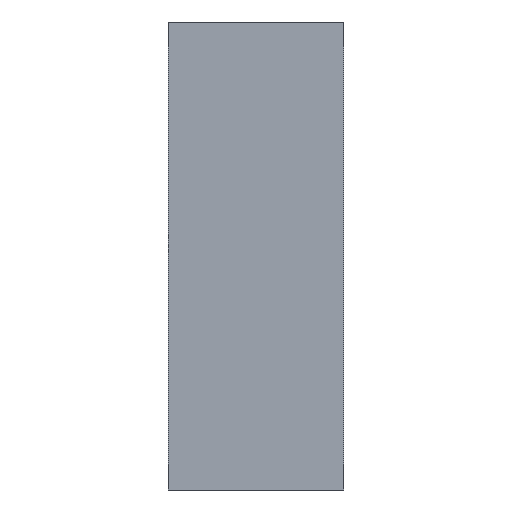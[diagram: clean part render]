
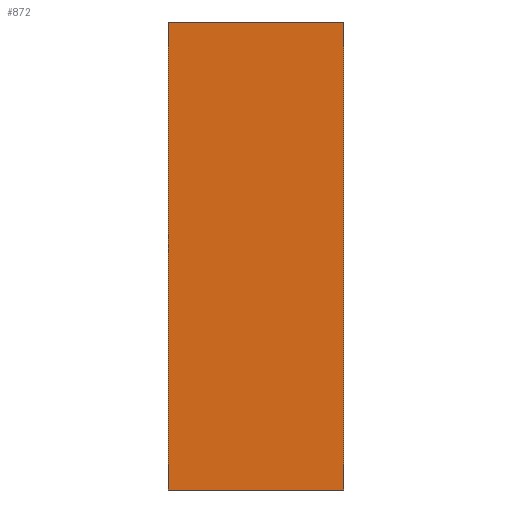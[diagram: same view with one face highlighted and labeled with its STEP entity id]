
A CAD part, left-side view. The second image highlights one B-rep face of the part: STEP entity #872.
In plain terms, the highlighted planar face has unit normal (-1, 0, 0).
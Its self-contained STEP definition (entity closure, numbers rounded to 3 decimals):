
#1=DIRECTION('',(0.,0.,1.));
#2=VECTOR('',#1,25.4);
#3=CARTESIAN_POINT('',(-152.4,4.763,-12.7));
#4=LINE('',#3,#2);
#5=DIRECTION('',(0.,-1.,0.));
#6=VECTOR('',#5,9.525);
#7=CARTESIAN_POINT('',(-152.4,4.763,12.7));
#8=LINE('',#7,#6);
#9=DIRECTION('',(0.,0.,-1.));
#10=VECTOR('',#9,25.4);
#11=CARTESIAN_POINT('',(-152.4,-4.763,12.7));
#12=LINE('',#11,#10);
#13=DIRECTION('',(0.,1.,0.));
#14=VECTOR('',#13,9.525);
#15=CARTESIAN_POINT('',(-152.4,-4.763,-12.7));
#16=LINE('',#15,#14);
#665=CARTESIAN_POINT('',(-152.4,4.763,-12.7));
#666=CARTESIAN_POINT('',(-152.4,4.763,12.7));
#667=VERTEX_POINT('',#665);
#668=VERTEX_POINT('',#666);
#669=CARTESIAN_POINT('',(-152.4,-4.763,12.7));
#670=VERTEX_POINT('',#669);
#671=CARTESIAN_POINT('',(-152.4,-4.763,-12.7));
#672=VERTEX_POINT('',#671);
#857=CARTESIAN_POINT('',(-152.4,0.,0.));
#858=DIRECTION('',(1.,0.,0.));
#859=DIRECTION('',(0.,-1.,0.));
#860=AXIS2_PLACEMENT_3D('',#857,#858,#859);
#861=PLANE('',#860);
#863=ORIENTED_EDGE('',*,*,#862,.T.);
#865=ORIENTED_EDGE('',*,*,#864,.T.);
#867=ORIENTED_EDGE('',*,*,#866,.T.);
#869=ORIENTED_EDGE('',*,*,#868,.T.);
#870=EDGE_LOOP('',(#863,#865,#867,#869));
#871=FACE_OUTER_BOUND('',#870,.F.);
#872=ADVANCED_FACE('',(#871),#861,.F.);
#862=EDGE_CURVE('',#667,#668,#4,.T.);
#864=EDGE_CURVE('',#668,#670,#8,.T.);
#866=EDGE_CURVE('',#670,#672,#12,.T.);
#868=EDGE_CURVE('',#672,#667,#16,.T.);
